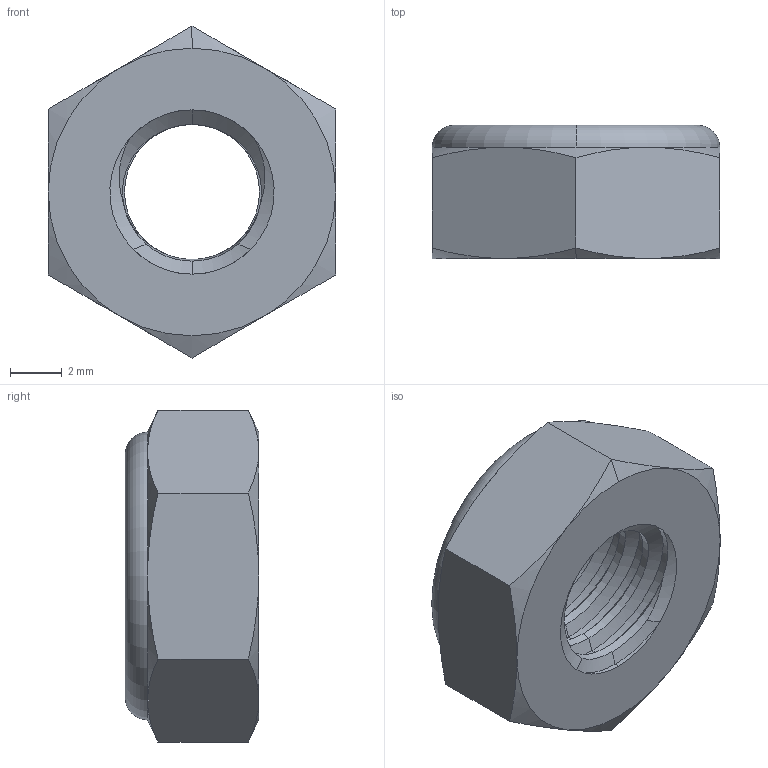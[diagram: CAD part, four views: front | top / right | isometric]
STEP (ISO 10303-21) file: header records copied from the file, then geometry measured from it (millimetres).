
FILE_DESCRIPTION (( 'STEP AP203' ), '1' );
FILE_NAME ('90566A029.step', '2015-02-25T20:55:35', ( '' ), ( '' ), 'SwSTEP 2.0', 'SolidWorks 2010', '' );
FILE_SCHEMA (( 'CONFIG_CONTROL_DESIGN' ));
Length unit declared in the file: inch
Products named in the file (1): 90566A029
Bounding box: 11.11 x 5.16 x 12.83 mm (x, y, z)
Volume: 386.1 mm3; surface area: 718.2 mm2
Topology: 2 solids, 2 shells, 70 faces, 151 edges, 87 vertices
Faces by surface type: cone 32, cylinder 20, plane 12, torus 6
Entity records: 2437 total; most frequent: CARTESIAN_POINT 901, DIRECTION 303, ORIENTED_EDGE 302, EDGE_CURVE 151, AXIS2_PLACEMENT_3D 133, VERTEX_POINT 87, EDGE_LOOP 76, ADVANCED_FACE 70
